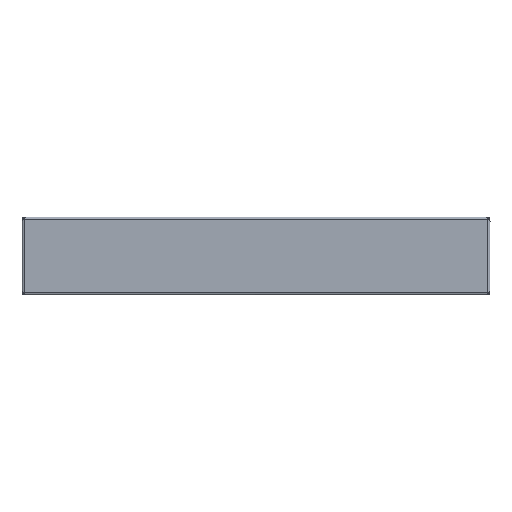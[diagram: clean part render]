
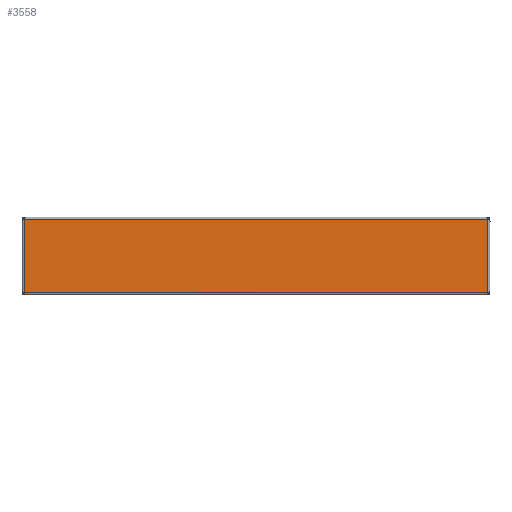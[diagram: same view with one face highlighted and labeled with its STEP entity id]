
A CAD part, front view. The second image highlights one B-rep face of the part: STEP entity #3558.
In plain terms, the highlighted planar face has unit normal (0, -1, 0).
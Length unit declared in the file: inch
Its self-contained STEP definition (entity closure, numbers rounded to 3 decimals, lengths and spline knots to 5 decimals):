
#225 = ORIENTED_EDGE ( 'NONE', *, *, #2804, .T. ) ;
#458 = CARTESIAN_POINT ( 'NONE',  ( 17.83352, 0., -6.66504 ) ) ;
#465 = LINE ( 'NONE', #2780, #1870 ) ;
#577 = DIRECTION ( 'NONE',  ( -1., 0., 0. ) ) ;
#1036 = VERTEX_POINT ( 'NONE', #7309 ) ;
#1223 = VERTEX_POINT ( 'NONE', #6825 ) ;
#1300 = DIRECTION ( 'NONE',  ( 0., -1., 0. ) ) ;
#1678 = VECTOR ( 'NONE', #4292, 39.37008 ) ;
#1687 = ORIENTED_EDGE ( 'NONE', *, *, #5211, .T. ) ;
#1802 = PLANE ( 'NONE',  #2547 ) ;
#1858 = DIRECTION ( 'NONE',  ( 0., 0., -1. ) ) ;
#1869 = CARTESIAN_POINT ( 'NONE',  ( -17.83352, 0., -0.99806 ) ) ;
#1870 = VECTOR ( 'NONE', #577, 39.37008 ) ;
#1975 = CARTESIAN_POINT ( 'NONE',  ( -26.9548, 0., -6.66504 ) ) ;
#2367 = DIRECTION ( 'NONE',  ( 0., 0., -1. ) ) ;
#2547 = AXIS2_PLACEMENT_3D ( 'NONE', #6386, #1300, #2367 ) ;
#2780 = CARTESIAN_POINT ( 'NONE',  ( -26.9548, 0., -0.99806 ) ) ;
#2804 = EDGE_CURVE ( 'NONE', #1223, #5120, #465, .T. ) ;
#2944 = EDGE_CURVE ( 'NONE', #5120, #1036, #6514, .T. ) ;
#2979 = FACE_OUTER_BOUND ( 'NONE', #4928, .T. ) ;
#3105 = VERTEX_POINT ( 'NONE', #458 ) ;
#3413 = LINE ( 'NONE', #6392, #6374 ) ;
#3558 = ADVANCED_FACE ( 'NONE', ( #2979 ), #1802, .T. ) ;
#4183 = EDGE_CURVE ( 'NONE', #3105, #1223, #3413, .T. ) ;
#4292 = DIRECTION ( 'NONE',  ( 1., 0., 0. ) ) ;
#4361 = ORIENTED_EDGE ( 'NONE', *, *, #4183, .T. ) ;
#4928 = EDGE_LOOP ( 'NONE', ( #5412, #1687, #4361, #225 ) ) ;
#5120 = VERTEX_POINT ( 'NONE', #1869 ) ;
#5145 = DIRECTION ( 'NONE',  ( 0., 0., 1. ) ) ;
#5211 = EDGE_CURVE ( 'NONE', #1036, #3105, #6070, .T. ) ;
#5412 = ORIENTED_EDGE ( 'NONE', *, *, #2944, .T. ) ;
#6070 = LINE ( 'NONE', #1975, #1678 ) ;
#6374 = VECTOR ( 'NONE', #5145, 39.37008 ) ;
#6386 = CARTESIAN_POINT ( 'NONE',  ( -26.9548, 0., 0. ) ) ;
#6392 = CARTESIAN_POINT ( 'NONE',  ( 17.83352, 0., 0. ) ) ;
#6514 = LINE ( 'NONE', #7049, #7449 ) ;
#6825 = CARTESIAN_POINT ( 'NONE',  ( 17.83352, 0., -0.99806 ) ) ;
#7049 = CARTESIAN_POINT ( 'NONE',  ( -17.83352, 0., 0. ) ) ;
#7309 = CARTESIAN_POINT ( 'NONE',  ( -17.83352, 0., -6.66504 ) ) ;
#7449 = VECTOR ( 'NONE', #1858, 39.37008 ) ;
